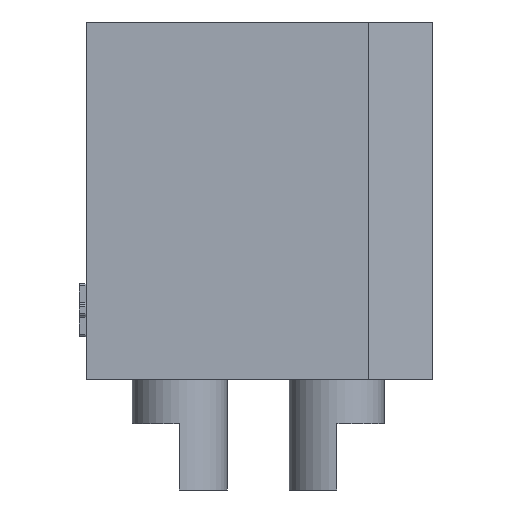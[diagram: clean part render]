
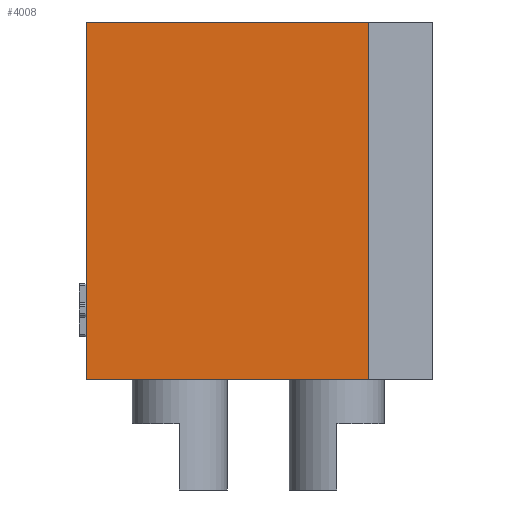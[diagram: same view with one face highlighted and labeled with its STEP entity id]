
A CAD part, front view. The second image highlights one B-rep face of the part: STEP entity #4008.
In plain terms, the highlighted planar face has unit normal (0, -1, 0).
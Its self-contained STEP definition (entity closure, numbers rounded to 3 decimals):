
#234=PLANE('',#5579);
#871=ORIENTED_EDGE('',*,*,#1925,.T.);
#872=ORIENTED_EDGE('',*,*,#1926,.F.);
#873=ORIENTED_EDGE('',*,*,#1927,.F.);
#874=ORIENTED_EDGE('',*,*,#1878,.T.);
#1878=EDGE_CURVE('',#2400,#2399,#2778,.T.);
#1925=EDGE_CURVE('',#2399,#2443,#2811,.T.);
#1926=EDGE_CURVE('',#2444,#2443,#2812,.T.);
#1927=EDGE_CURVE('',#2400,#2444,#2813,.T.);
#2399=VERTEX_POINT('',#7489);
#2400=VERTEX_POINT('',#7491);
#2443=VERTEX_POINT('',#7584);
#2444=VERTEX_POINT('',#7586);
#2778=LINE('',#7490,#3189);
#2811=LINE('',#7583,#3222);
#2812=LINE('',#7585,#3223);
#2813=LINE('',#7587,#3224);
#3189=VECTOR('',#6200,1000.);
#3222=VECTOR('',#6267,1000.);
#3223=VECTOR('',#6268,1000.);
#3224=VECTOR('',#6269,1000.);
#3496=EDGE_LOOP('',(#871,#872,#873,#874));
#3736=FACE_BOUND('',#3496,.T.);
#4008=ADVANCED_FACE('',(#3736),#234,.F.);
#5579=AXIS2_PLACEMENT_3D('',#7582,#6265,#6266);
#6200=DIRECTION('',(0.,0.,-1.));
#6265=DIRECTION('',(0.,1.,0.));
#6266=DIRECTION('',(0.,0.,1.));
#6267=DIRECTION('',(1.,0.,0.));
#6268=DIRECTION('',(0.,0.,-1.));
#6269=DIRECTION('',(1.,0.,0.));
#7489=CARTESIAN_POINT('',(0.,0.,0.));
#7490=CARTESIAN_POINT('',(0.,0.,16.2));
#7491=CARTESIAN_POINT('',(0.,0.,16.2));
#7582=CARTESIAN_POINT('',(0.,0.,16.2));
#7583=CARTESIAN_POINT('',(0.,0.,0.));
#7584=CARTESIAN_POINT('',(12.8,0.,0.));
#7585=CARTESIAN_POINT('',(12.8,0.,16.2));
#7586=CARTESIAN_POINT('',(12.8,0.,16.2));
#7587=CARTESIAN_POINT('',(0.,0.,16.2));
